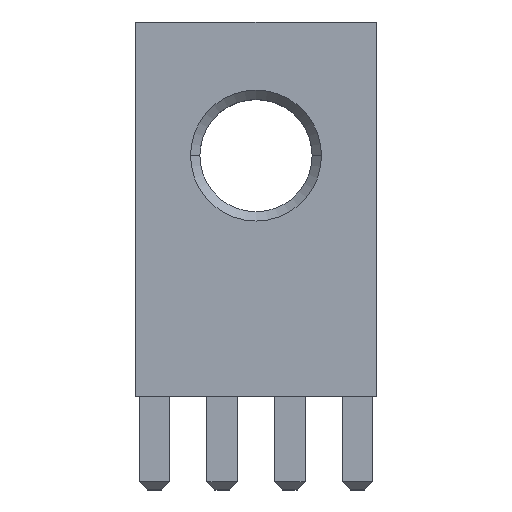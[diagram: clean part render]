
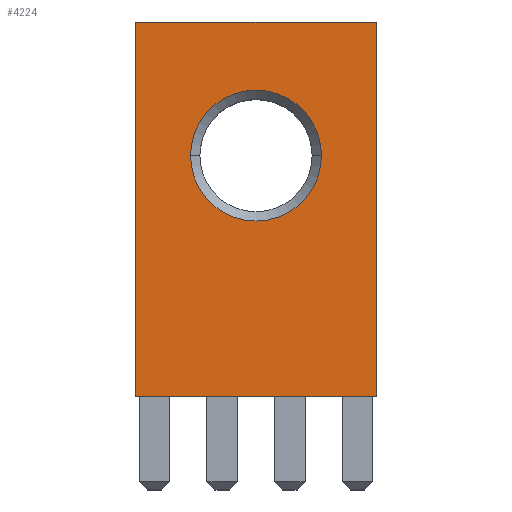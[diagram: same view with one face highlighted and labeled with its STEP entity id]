
A CAD part, top view. The second image highlights one B-rep face of the part: STEP entity #4224.
In plain terms, the highlighted planar face has unit normal (0, 0, 1).
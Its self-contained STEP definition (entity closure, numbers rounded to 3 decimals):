
#10 = DIRECTION ( 'NONE',  ( -1., 0., 0. ) ) ;
#100 = CARTESIAN_POINT ( 'NONE',  ( -4.5, 0., 4.5 ) ) ;
#188 = LINE ( 'NONE', #3144, #1913 ) ;
#334 = AXIS2_PLACEMENT_3D ( 'NONE', #1544, #3487, #3887 ) ;
#376 = VERTEX_POINT ( 'NONE', #2656 ) ;
#405 = VERTEX_POINT ( 'NONE', #1640 ) ;
#601 = ORIENTED_EDGE ( 'NONE', *, *, #1838, .T. ) ;
#724 = CIRCLE ( 'NONE', #4932, 2.45 ) ;
#893 = EDGE_LOOP ( 'NONE', ( #1177, #3865, #3067, #601 ) ) ;
#933 = LINE ( 'NONE', #100, #2541 ) ;
#993 = LINE ( 'NONE', #4312, #5013 ) ;
#1146 = ORIENTED_EDGE ( 'NONE', *, *, #4726, .T. ) ;
#1177 = ORIENTED_EDGE ( 'NONE', *, *, #2081, .T. ) ;
#1467 = CARTESIAN_POINT ( 'NONE',  ( -4.5, 3., 4.5 ) ) ;
#1544 = CARTESIAN_POINT ( 'NONE',  ( 0., 9., 4.5 ) ) ;
#1592 = CARTESIAN_POINT ( 'NONE',  ( -4.5, 3., 4.5 ) ) ;
#1613 = FACE_BOUND ( 'NONE', #2592, .T. ) ;
#1640 = CARTESIAN_POINT ( 'NONE',  ( -2.45, 9., 4.5 ) ) ;
#1695 = CARTESIAN_POINT ( 'NONE',  ( 4.5, 14., 4.5 ) ) ;
#1795 = VERTEX_POINT ( 'NONE', #4958 ) ;
#1838 = EDGE_CURVE ( 'NONE', #2328, #376, #2276, .T. ) ;
#1913 = VECTOR ( 'NONE', #2717, 1000. ) ;
#1956 = PLANE ( 'NONE',  #4778 ) ;
#1965 = EDGE_CURVE ( 'NONE', #1795, #405, #724, .T. ) ;
#2081 = EDGE_CURVE ( 'NONE', #376, #3442, #933, .T. ) ;
#2276 = LINE ( 'NONE', #1467, #4985 ) ;
#2328 = VERTEX_POINT ( 'NONE', #3059 ) ;
#2541 = VECTOR ( 'NONE', #3592, 1000. ) ;
#2592 = EDGE_LOOP ( 'NONE', ( #4248, #1146 ) ) ;
#2656 = CARTESIAN_POINT ( 'NONE',  ( -4.5, 0., 4.5 ) ) ;
#2706 = VERTEX_POINT ( 'NONE', #1695 ) ;
#2717 = DIRECTION ( 'NONE',  ( 1., 0., 0. ) ) ;
#3059 = CARTESIAN_POINT ( 'NONE',  ( -4.5, 14., 4.5 ) ) ;
#3067 = ORIENTED_EDGE ( 'NONE', *, *, #4732, .F. ) ;
#3144 = CARTESIAN_POINT ( 'NONE',  ( -4.5, 14., 4.5 ) ) ;
#3170 = CARTESIAN_POINT ( 'NONE',  ( 0., 9., 4.5 ) ) ;
#3442 = VERTEX_POINT ( 'NONE', #4208 ) ;
#3487 = DIRECTION ( 'NONE',  ( 0., 0., -1. ) ) ;
#3551 = DIRECTION ( 'NONE',  ( -1., 0., 0. ) ) ;
#3573 = DIRECTION ( 'NONE',  ( 0., 0., -1. ) ) ;
#3592 = DIRECTION ( 'NONE',  ( 1., 0., 0. ) ) ;
#3789 = DIRECTION ( 'NONE',  ( 0., -1., 0. ) ) ;
#3865 = ORIENTED_EDGE ( 'NONE', *, *, #4788, .F. ) ;
#3887 = DIRECTION ( 'NONE',  ( -1., 0., 0. ) ) ;
#4140 = FACE_OUTER_BOUND ( 'NONE', #893, .T. ) ;
#4208 = CARTESIAN_POINT ( 'NONE',  ( 4.5, 0., 4.5 ) ) ;
#4224 = ADVANCED_FACE ( 'NONE', ( #1613, #4140 ), #1956, .F. ) ;
#4248 = ORIENTED_EDGE ( 'NONE', *, *, #1965, .T. ) ;
#4312 = CARTESIAN_POINT ( 'NONE',  ( 4.5, 3., 4.5 ) ) ;
#4375 = CIRCLE ( 'NONE', #334, 2.45 ) ;
#4719 = DIRECTION ( 'NONE',  ( 0., -1., 0. ) ) ;
#4726 = EDGE_CURVE ( 'NONE', #405, #1795, #4375, .T. ) ;
#4732 = EDGE_CURVE ( 'NONE', #2328, #2706, #188, .T. ) ;
#4734 = DIRECTION ( 'NONE',  ( 0., 0., -1. ) ) ;
#4778 = AXIS2_PLACEMENT_3D ( 'NONE', #1592, #4734, #10 ) ;
#4788 = EDGE_CURVE ( 'NONE', #2706, #3442, #993, .T. ) ;
#4932 = AXIS2_PLACEMENT_3D ( 'NONE', #3170, #3573, #3551 ) ;
#4958 = CARTESIAN_POINT ( 'NONE',  ( 2.45, 9., 4.5 ) ) ;
#4985 = VECTOR ( 'NONE', #3789, 1000. ) ;
#5013 = VECTOR ( 'NONE', #4719, 1000. ) ;
